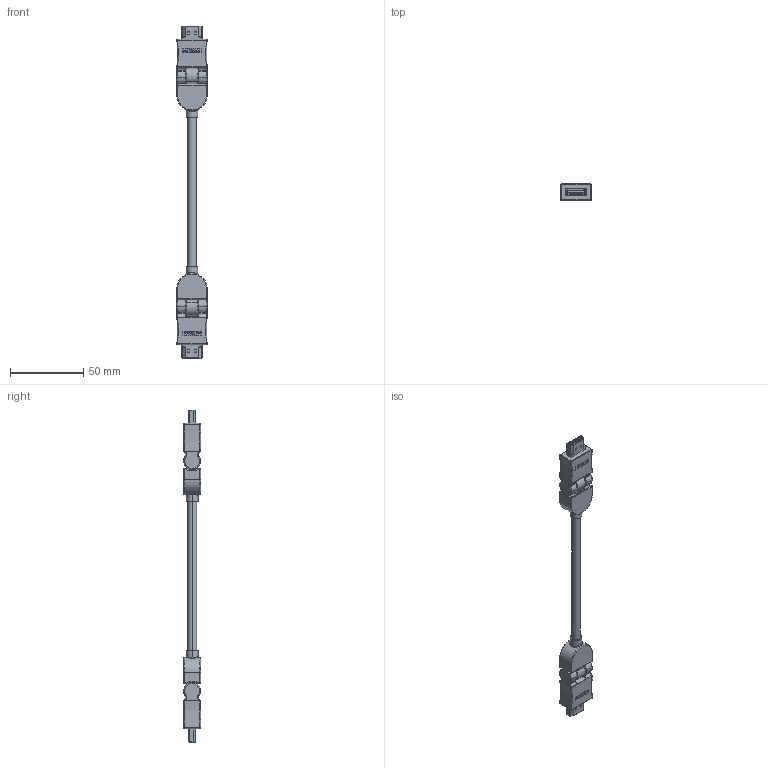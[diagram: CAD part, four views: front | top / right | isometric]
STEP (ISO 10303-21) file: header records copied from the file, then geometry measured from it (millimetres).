
FILE_DESCRIPTION (( 'STEP AP203' ), '1' );
FILE_NAME ('SWHD.STEP', '2011-09-22T15:17:17', ( 'x' ), ( 'Microsoft' ), 'SwSTEP 2.0', 'SolidWorks 2010', '' );
FILE_SCHEMA (( 'CONFIG_CONTROL_DESIGN' ));
Length unit declared in the file: inch
Products named in the file (6): 3AB14-033; SWHD; 3AB14-033-MA3; 3AB14-033-MA1; 3AB14-033-MA2; 3AB19-005_LONGER BODY
Assembly tree (6 placements, depth 3):
  SWHD
    3AB14-033-MA3
    3AB14-033  x2
      3AB14-033-MA1
      3AB14-033-MA2
      3AB19-005_LONGER BODY
Bounding box: 20.68 x 11.66 x 226.33 mm (x, y, z)
Volume: 24199.9 mm3; surface area: 12481.8 mm2
Topology: 7 solids, 7 shells, 1184 faces, 3144 edges, 1984 vertices
Faces by surface type: plane 708, cylinder 186, bspline 124, torus 106, sphere 60
Entity records: 24846 total; most frequent: CARTESIAN_POINT 9823, ORIENTED_EDGE 3102, DIRECTION 2794, EDGE_CURVE 1551, VECTOR 1104, LINE 1104, VERTEX_POINT 990, AXIS2_PLACEMENT_3D 845
